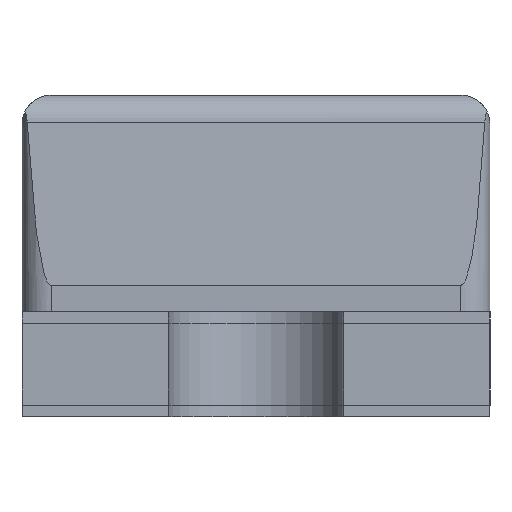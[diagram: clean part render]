
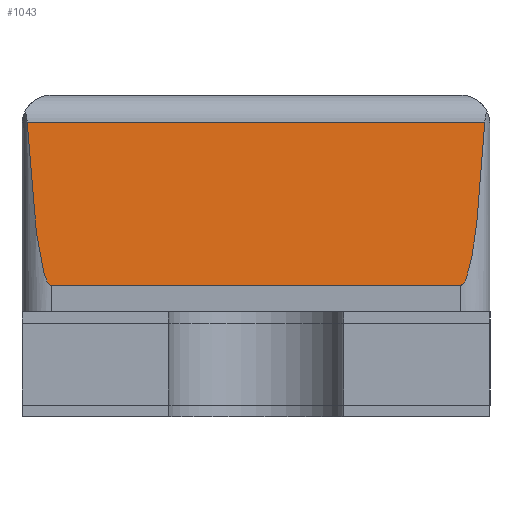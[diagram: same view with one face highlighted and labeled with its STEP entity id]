
A CAD part, left-side view. The second image highlights one B-rep face of the part: STEP entity #1043.
In plain terms, the highlighted planar face has unit normal (-0.997, 0, 0.077).
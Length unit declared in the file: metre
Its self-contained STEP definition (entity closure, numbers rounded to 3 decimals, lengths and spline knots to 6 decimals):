
#31=ELLIPSE('',#1194,0.000652,0.00005);
#32=ELLIPSE('',#1195,0.000652,0.00005);
#89=ORIENTED_EDGE('',*,*,#384,.T.);
#90=ORIENTED_EDGE('',*,*,#385,.T.);
#91=ORIENTED_EDGE('',*,*,#361,.F.);
#92=ORIENTED_EDGE('',*,*,#386,.T.);
#361=EDGE_CURVE('',#874,#875,#511,.T.);
#384=EDGE_CURVE('',#892,#893,#528,.F.);
#385=EDGE_CURVE('',#893,#875,#31,.T.);
#386=EDGE_CURVE('',#874,#892,#32,.T.);
#511=LINE('',#1603,#629);
#528=LINE('',#1650,#646);
#629=VECTOR('',#1289,1.);
#646=VECTOR('',#1330,1.);
#750=EDGE_LOOP('',(#89,#90,#91,#92));
#812=PLANE('',#1193);
#874=VERTEX_POINT('',#1604);
#875=VERTEX_POINT('',#1605);
#892=VERTEX_POINT('',#1651);
#893=VERTEX_POINT('',#1652);
#979=FACE_BOUND('',#750,.T.);
#1043=ADVANCED_FACE('',(#979),#812,.T.);
#1193=AXIS2_PLACEMENT_3D('',#1649,#1328,#1329);
#1194=AXIS2_PLACEMENT_3D('',#1653,#1331,#1332);
#1195=AXIS2_PLACEMENT_3D('',#1654,#1333,#1334);
#1289=DIRECTION('',(0.,1.,0.));
#1328=DIRECTION('',(-0.997,0.,0.077));
#1329=DIRECTION('',(0.,1.,0.));
#1330=DIRECTION('',(0.,-1.,0.));
#1331=DIRECTION('',(-0.997,0.,0.077));
#1332=DIRECTION('',(0.077,0.,0.997));
#1333=DIRECTION('',(-0.997,0.,0.077));
#1334=DIRECTION('',(-0.077,0.,-0.997));
#1603=CARTESIAN_POINT('',(-0.00055,0.0004,0.000225));
#1604=CARTESIAN_POINT('',(-0.00055,-0.00035,0.000225));
#1605=CARTESIAN_POINT('',(-0.00055,0.00035,0.000225));
#1649=CARTESIAN_POINT('',(-0.000525,0.,0.00055));
#1650=CARTESIAN_POINT('',(-0.000529,0.,0.000504));
#1651=CARTESIAN_POINT('',(-0.000529,-0.000391,0.000504));
#1652=CARTESIAN_POINT('',(-0.000529,0.000391,0.000504));
#1653=CARTESIAN_POINT('',(-0.0005,0.00035,0.000875));
#1654=CARTESIAN_POINT('',(-0.0005,-0.00035,0.000875));
